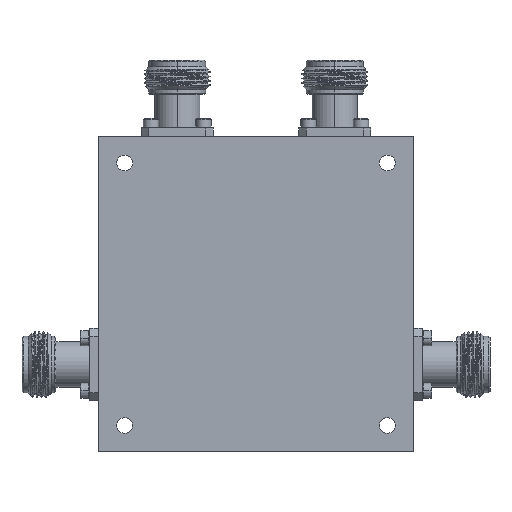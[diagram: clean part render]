
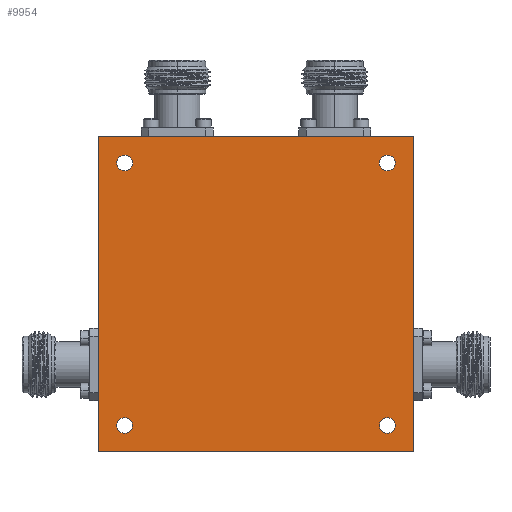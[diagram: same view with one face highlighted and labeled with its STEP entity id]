
A CAD part, front view. The second image highlights one B-rep face of the part: STEP entity #9954.
In plain terms, the highlighted planar face has unit normal (0, -1, 0).
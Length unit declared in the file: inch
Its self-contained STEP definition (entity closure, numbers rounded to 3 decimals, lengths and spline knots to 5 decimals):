
#172 = FACE_BOUND ( 'NONE', #10428, .T. ) ;
#226 = DIRECTION ( 'NONE',  ( 0., 1., 0. ) ) ;
#988 = LINE ( 'NONE', #18058, #18952 ) ;
#1565 = VERTEX_POINT ( 'NONE', #47735 ) ;
#1570 = ORIENTED_EDGE ( 'NONE', *, *, #15261, .T. ) ;
#1691 = CARTESIAN_POINT ( 'NONE',  ( -1.25, -0.545, 1.25 ) ) ;
#2056 = DIRECTION ( 'NONE',  ( 0., 0., -1. ) ) ;
#2540 = EDGE_CURVE ( 'NONE', #26029, #60082, #6133, .T. ) ;
#4718 = CIRCLE ( 'NONE', #72172, 0.075 ) ;
#4756 = VERTEX_POINT ( 'NONE', #65358 ) ;
#4997 = DIRECTION ( 'NONE',  ( 0., 0., 1. ) ) ;
#5000 = AXIS2_PLACEMENT_3D ( 'NONE', #10669, #16588, #5829 ) ;
#5001 = FACE_OUTER_BOUND ( 'NONE', #66668, .T. ) ;
#5356 = FACE_BOUND ( 'NONE', #59796, .T. ) ;
#5698 = CARTESIAN_POINT ( 'NONE',  ( 1.25, -0.545, 1.325 ) ) ;
#5829 = DIRECTION ( 'NONE',  ( 0., 0., 1. ) ) ;
#6133 = CIRCLE ( 'NONE', #47563, 0.075 ) ;
#6605 = VERTEX_POINT ( 'NONE', #25140 ) ;
#8812 = LINE ( 'NONE', #55465, #11640 ) ;
#9292 = EDGE_CURVE ( 'NONE', #40295, #53225, #50334, .T. ) ;
#9387 = AXIS2_PLACEMENT_3D ( 'NONE', #12003, #40163, #4997 ) ;
#9954 = ADVANCED_FACE ( 'NONE', ( #22785, #72814, #172, #5356, #5001 ), #16463, .T. ) ;
#10428 = EDGE_LOOP ( 'NONE', ( #20168, #53779 ) ) ;
#10669 = CARTESIAN_POINT ( 'NONE',  ( 1.25, -0.545, -1.25 ) ) ;
#10724 = DIRECTION ( 'NONE',  ( 0., 0., 1. ) ) ;
#11640 = VECTOR ( 'NONE', #70687, 39.37008 ) ;
#12003 = CARTESIAN_POINT ( 'NONE',  ( 1.25, -0.545, 1.25 ) ) ;
#12892 = AXIS2_PLACEMENT_3D ( 'NONE', #15557, #28492, #10724 ) ;
#14937 = CIRCLE ( 'NONE', #43312, 0.075 ) ;
#15261 = EDGE_CURVE ( 'NONE', #6605, #1565, #14937, .T. ) ;
#15482 = CIRCLE ( 'NONE', #36794, 0.075 ) ;
#15557 = CARTESIAN_POINT ( 'NONE',  ( 1.25, -0.545, 1.25 ) ) ;
#16463 = PLANE ( 'NONE',  #38396 ) ;
#16588 = DIRECTION ( 'NONE',  ( 0., 1., 0. ) ) ;
#17210 = DIRECTION ( 'NONE',  ( 0., -1., 0. ) ) ;
#17256 = DIRECTION ( 'NONE',  ( 0., 0., 1. ) ) ;
#17723 = CARTESIAN_POINT ( 'NONE',  ( -1.25, -0.545, -1.325 ) ) ;
#18058 = CARTESIAN_POINT ( 'NONE',  ( -1.5, -0.545, 1.5 ) ) ;
#18739 = CARTESIAN_POINT ( 'NONE',  ( 1.5, -0.545, 1.5 ) ) ;
#18952 = VECTOR ( 'NONE', #41348, 39.37008 ) ;
#19823 = DIRECTION ( 'NONE',  ( 0., 1., 0. ) ) ;
#20168 = ORIENTED_EDGE ( 'NONE', *, *, #2540, .T. ) ;
#21120 = VERTEX_POINT ( 'NONE', #40472 ) ;
#21454 = DIRECTION ( 'NONE',  ( -1., 0., 0. ) ) ;
#22195 = CARTESIAN_POINT ( 'NONE',  ( -1.25, -0.545, 1.25 ) ) ;
#22524 = CARTESIAN_POINT ( 'NONE',  ( 1.5, -0.545, -1.5 ) ) ;
#22785 = FACE_BOUND ( 'NONE', #25514, .T. ) ;
#24282 = DIRECTION ( 'NONE',  ( 0., 0., 1. ) ) ;
#24384 = CARTESIAN_POINT ( 'NONE',  ( -1.5, -0.545, -1.5 ) ) ;
#25140 = CARTESIAN_POINT ( 'NONE',  ( 1.25, -0.545, -1.325 ) ) ;
#25514 = EDGE_LOOP ( 'NONE', ( #29444, #43602 ) ) ;
#26029 = VERTEX_POINT ( 'NONE', #17723 ) ;
#26137 = DIRECTION ( 'NONE',  ( 0., 1., 0. ) ) ;
#27977 = VERTEX_POINT ( 'NONE', #5698 ) ;
#28309 = CARTESIAN_POINT ( 'NONE',  ( 0., -0.545, 0. ) ) ;
#28446 = CARTESIAN_POINT ( 'NONE',  ( -1.5, -0.545, -1.5 ) ) ;
#28492 = DIRECTION ( 'NONE',  ( 0., 1., 0. ) ) ;
#29444 = ORIENTED_EDGE ( 'NONE', *, *, #55273, .T. ) ;
#32173 = EDGE_CURVE ( 'NONE', #56113, #40295, #46917, .T. ) ;
#32975 = CIRCLE ( 'NONE', #12892, 0.075 ) ;
#33152 = EDGE_LOOP ( 'NONE', ( #48953, #57971 ) ) ;
#33246 = EDGE_CURVE ( 'NONE', #53225, #21120, #988, .T. ) ;
#33419 = EDGE_CURVE ( 'NONE', #60082, #26029, #15482, .T. ) ;
#35434 = CIRCLE ( 'NONE', #9387, 0.075 ) ;
#36641 = CARTESIAN_POINT ( 'NONE',  ( 1.25, -0.545, -1.25 ) ) ;
#36794 = AXIS2_PLACEMENT_3D ( 'NONE', #67250, #26137, #49469 ) ;
#36957 = CIRCLE ( 'NONE', #5000, 0.075 ) ;
#38396 = AXIS2_PLACEMENT_3D ( 'NONE', #28309, #17210, #40548 ) ;
#38976 = AXIS2_PLACEMENT_3D ( 'NONE', #22195, #44800, #50017 ) ;
#40163 = DIRECTION ( 'NONE',  ( 0., 1., 0. ) ) ;
#40295 = VERTEX_POINT ( 'NONE', #22524 ) ;
#40472 = CARTESIAN_POINT ( 'NONE',  ( -1.5, -0.545, 1.5 ) ) ;
#40483 = EDGE_CURVE ( 'NONE', #1565, #6605, #36957, .T. ) ;
#40548 = DIRECTION ( 'NONE',  ( 0., 0., -1. ) ) ;
#41348 = DIRECTION ( 'NONE',  ( 0., 0., 1. ) ) ;
#43004 = CARTESIAN_POINT ( 'NONE',  ( 1.25, -0.545, 1.175 ) ) ;
#43191 = CARTESIAN_POINT ( 'NONE',  ( 1.5, -0.545, 1.5 ) ) ;
#43312 = AXIS2_PLACEMENT_3D ( 'NONE', #36641, #65938, #49241 ) ;
#43602 = ORIENTED_EDGE ( 'NONE', *, *, #54789, .T. ) ;
#43952 = ORIENTED_EDGE ( 'NONE', *, *, #64421, .F. ) ;
#44800 = DIRECTION ( 'NONE',  ( 0., 1., 0. ) ) ;
#45562 = ORIENTED_EDGE ( 'NONE', *, *, #33246, .F. ) ;
#46406 = ORIENTED_EDGE ( 'NONE', *, *, #32173, .F. ) ;
#46917 = LINE ( 'NONE', #18739, #50692 ) ;
#47563 = AXIS2_PLACEMENT_3D ( 'NONE', #52067, #226, #17256 ) ;
#47735 = CARTESIAN_POINT ( 'NONE',  ( 1.25, -0.545, -1.175 ) ) ;
#48101 = VECTOR ( 'NONE', #21454, 39.37008 ) ;
#48953 = ORIENTED_EDGE ( 'NONE', *, *, #56963, .T. ) ;
#49241 = DIRECTION ( 'NONE',  ( 0., 0., 1. ) ) ;
#49469 = DIRECTION ( 'NONE',  ( 0., 0., 1. ) ) ;
#50017 = DIRECTION ( 'NONE',  ( 0., 0., 1. ) ) ;
#50334 = LINE ( 'NONE', #28446, #48101 ) ;
#50692 = VECTOR ( 'NONE', #2056, 39.37008 ) ;
#51873 = ORIENTED_EDGE ( 'NONE', *, *, #9292, .F. ) ;
#52067 = CARTESIAN_POINT ( 'NONE',  ( -1.25, -0.545, -1.25 ) ) ;
#53225 = VERTEX_POINT ( 'NONE', #24384 ) ;
#53779 = ORIENTED_EDGE ( 'NONE', *, *, #33419, .T. ) ;
#54627 = VERTEX_POINT ( 'NONE', #43004 ) ;
#54789 = EDGE_CURVE ( 'NONE', #61648, #4756, #70946, .T. ) ;
#55273 = EDGE_CURVE ( 'NONE', #4756, #61648, #4718, .T. ) ;
#55465 = CARTESIAN_POINT ( 'NONE',  ( -1.5, -0.545, 1.5 ) ) ;
#56113 = VERTEX_POINT ( 'NONE', #43191 ) ;
#56963 = EDGE_CURVE ( 'NONE', #54627, #27977, #32975, .T. ) ;
#57971 = ORIENTED_EDGE ( 'NONE', *, *, #67793, .T. ) ;
#59796 = EDGE_LOOP ( 'NONE', ( #1570, #72209 ) ) ;
#59830 = CARTESIAN_POINT ( 'NONE',  ( -1.25, -0.545, -1.175 ) ) ;
#60082 = VERTEX_POINT ( 'NONE', #59830 ) ;
#61648 = VERTEX_POINT ( 'NONE', #64824 ) ;
#64421 = EDGE_CURVE ( 'NONE', #21120, #56113, #8812, .T. ) ;
#64824 = CARTESIAN_POINT ( 'NONE',  ( -1.25, -0.545, 1.325 ) ) ;
#65358 = CARTESIAN_POINT ( 'NONE',  ( -1.25, -0.545, 1.175 ) ) ;
#65938 = DIRECTION ( 'NONE',  ( 0., 1., 0. ) ) ;
#66668 = EDGE_LOOP ( 'NONE', ( #46406, #43952, #45562, #51873 ) ) ;
#67250 = CARTESIAN_POINT ( 'NONE',  ( -1.25, -0.545, -1.25 ) ) ;
#67793 = EDGE_CURVE ( 'NONE', #27977, #54627, #35434, .T. ) ;
#70687 = DIRECTION ( 'NONE',  ( 1., 0., 0. ) ) ;
#70946 = CIRCLE ( 'NONE', #38976, 0.075 ) ;
#72172 = AXIS2_PLACEMENT_3D ( 'NONE', #1691, #19823, #24282 ) ;
#72209 = ORIENTED_EDGE ( 'NONE', *, *, #40483, .T. ) ;
#72814 = FACE_BOUND ( 'NONE', #33152, .T. ) ;
